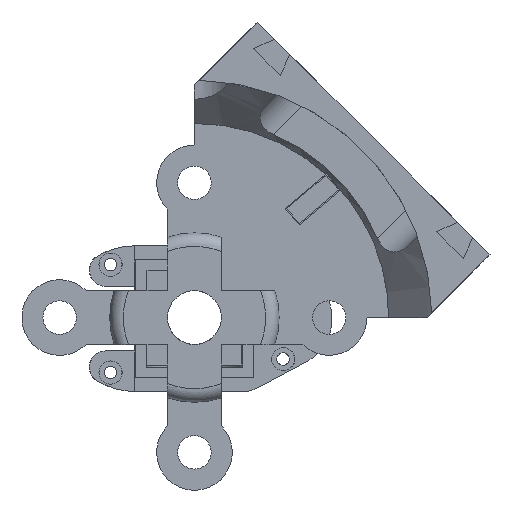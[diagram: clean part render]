
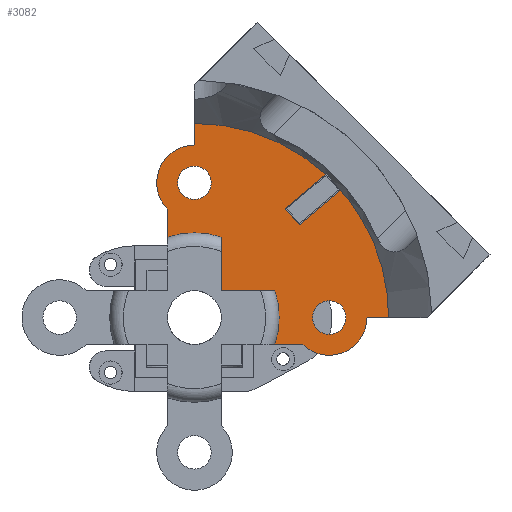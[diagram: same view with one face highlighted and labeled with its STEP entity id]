
A CAD part, front view. The second image highlights one B-rep face of the part: STEP entity #3082.
In plain terms, the highlighted planar face has unit normal (0, -1, 0).
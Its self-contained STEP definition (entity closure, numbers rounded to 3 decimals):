
#135=FACE_BOUND('',#482,.T.);
#136=FACE_BOUND('',#483,.T.);
#175=CIRCLE('',#3348,36.);
#176=CIRCLE('',#3349,7.);
#177=CIRCLE('',#3350,15.7);
#178=CIRCLE('',#3351,15.7);
#179=CIRCLE('',#3352,7.);
#180=CIRCLE('',#3353,36.);
#181=CIRCLE('',#3354,3.1);
#182=CIRCLE('',#3355,3.1);
#311=FACE_OUTER_BOUND('',#481,.T.);
#481=EDGE_LOOP('',(#2075,#2076,#2077,#2078,#2079,#2080,#2081,#2082,#2083,
#2084,#2085,#2086,#2087,#2088,#2089,#2090));
#482=EDGE_LOOP('',(#2091));
#483=EDGE_LOOP('',(#2092));
#687=LINE('',#4566,#992);
#691=LINE('',#4574,#996);
#694=LINE('',#4580,#999);
#697=LINE('',#4590,#1002);
#699=LINE('',#4599,#1004);
#700=LINE('',#4603,#1005);
#701=LINE('',#4607,#1006);
#702=LINE('',#4609,#1007);
#703=LINE('',#4613,#1008);
#704=LINE('',#4617,#1009);
#992=VECTOR('',#3652,10.);
#996=VECTOR('',#3658,10.);
#999=VECTOR('',#3663,10.);
#1002=VECTOR('',#3668,10.);
#1004=VECTOR('',#3674,10.);
#1005=VECTOR('',#3677,10.);
#1006=VECTOR('',#3680,10.);
#1007=VECTOR('',#3681,10.);
#1008=VECTOR('',#3684,10.);
#1009=VECTOR('',#3687,10.);
#1297=VERTEX_POINT('',#4564);
#1298=VERTEX_POINT('',#4565);
#1301=VERTEX_POINT('',#4573);
#1303=VERTEX_POINT('',#4579);
#1306=VERTEX_POINT('',#4589);
#1307=VERTEX_POINT('',#4596);
#1308=VERTEX_POINT('',#4598);
#1309=VERTEX_POINT('',#4600);
#1310=VERTEX_POINT('',#4602);
#1311=VERTEX_POINT('',#4604);
#1312=VERTEX_POINT('',#4606);
#1313=VERTEX_POINT('',#4608);
#1314=VERTEX_POINT('',#4610);
#1315=VERTEX_POINT('',#4612);
#1316=VERTEX_POINT('',#4614);
#1317=VERTEX_POINT('',#4616);
#1318=VERTEX_POINT('',#4619);
#1319=VERTEX_POINT('',#4621);
#1599=EDGE_CURVE('',#1297,#1298,#687,.T.);
#1603=EDGE_CURVE('',#1298,#1301,#691,.T.);
#1606=EDGE_CURVE('',#1301,#1303,#694,.T.);
#1610=EDGE_CURVE('',#1306,#1297,#697,.T.);
#1613=EDGE_CURVE('',#1307,#1303,#175,.T.);
#1614=EDGE_CURVE('',#1307,#1308,#699,.T.);
#1615=EDGE_CURVE('',#1308,#1309,#176,.T.);
#1616=EDGE_CURVE('',#1310,#1309,#700,.T.);
#1617=EDGE_CURVE('',#1310,#1311,#177,.T.);
#1618=EDGE_CURVE('',#1311,#1312,#701,.T.);
#1619=EDGE_CURVE('',#1312,#1313,#702,.T.);
#1620=EDGE_CURVE('',#1313,#1314,#178,.T.);
#1621=EDGE_CURVE('',#1315,#1314,#703,.T.);
#1622=EDGE_CURVE('',#1315,#1316,#179,.T.);
#1623=EDGE_CURVE('',#1316,#1317,#704,.T.);
#1624=EDGE_CURVE('',#1306,#1317,#180,.T.);
#1625=EDGE_CURVE('',#1318,#1318,#181,.T.);
#1626=EDGE_CURVE('',#1319,#1319,#182,.T.);
#2075=ORIENTED_EDGE('',*,*,#1610,.T.);
#2076=ORIENTED_EDGE('',*,*,#1599,.T.);
#2077=ORIENTED_EDGE('',*,*,#1603,.T.);
#2078=ORIENTED_EDGE('',*,*,#1606,.T.);
#2079=ORIENTED_EDGE('',*,*,#1613,.F.);
#2080=ORIENTED_EDGE('',*,*,#1614,.T.);
#2081=ORIENTED_EDGE('',*,*,#1615,.T.);
#2082=ORIENTED_EDGE('',*,*,#1616,.F.);
#2083=ORIENTED_EDGE('',*,*,#1617,.T.);
#2084=ORIENTED_EDGE('',*,*,#1618,.T.);
#2085=ORIENTED_EDGE('',*,*,#1619,.T.);
#2086=ORIENTED_EDGE('',*,*,#1620,.T.);
#2087=ORIENTED_EDGE('',*,*,#1621,.F.);
#2088=ORIENTED_EDGE('',*,*,#1622,.T.);
#2089=ORIENTED_EDGE('',*,*,#1623,.T.);
#2090=ORIENTED_EDGE('',*,*,#1624,.F.);
#2091=ORIENTED_EDGE('',*,*,#1625,.T.);
#2092=ORIENTED_EDGE('',*,*,#1626,.T.);
#2977=PLANE('',#3347);
#3082=ADVANCED_FACE('',(#311,#135,#136),#2977,.F.);
#3347=AXIS2_PLACEMENT_3D('',#4595,#3670,#3671);
#3348=AXIS2_PLACEMENT_3D('',#4597,#3672,#3673);
#3349=AXIS2_PLACEMENT_3D('',#4601,#3675,#3676);
#3350=AXIS2_PLACEMENT_3D('',#4605,#3678,#3679);
#3351=AXIS2_PLACEMENT_3D('',#4611,#3682,#3683);
#3352=AXIS2_PLACEMENT_3D('',#4615,#3685,#3686);
#3353=AXIS2_PLACEMENT_3D('',#4618,#3688,#3689);
#3354=AXIS2_PLACEMENT_3D('',#4620,#3690,#3691);
#3355=AXIS2_PLACEMENT_3D('',#4622,#3692,#3693);
#3652=DIRECTION('',(0.763,0.,0.646));
#3658=DIRECTION('',(0.646,0.,-0.763));
#3663=DIRECTION('',(-0.763,0.,-0.646));
#3668=DIRECTION('',(-0.646,0.,0.763));
#3670=DIRECTION('center_axis',(0.,1.,0.));
#3671=DIRECTION('ref_axis',(0.,0.,1.));
#3672=DIRECTION('center_axis',(0.,1.,0.));
#3673=DIRECTION('ref_axis',(-1.,0.,-0.02));
#3674=DIRECTION('',(0.,0.,1.));
#3675=DIRECTION('center_axis',(0.,-1.,0.));
#3676=DIRECTION('ref_axis',(1.,0.,0.));
#3677=DIRECTION('',(0.,0.,-1.));
#3678=DIRECTION('center_axis',(0.,1.,0.));
#3679=DIRECTION('ref_axis',(-0.318,0.,-0.948));
#3680=DIRECTION('',(0.,0.,1.));
#3681=DIRECTION('',(-1.,0.,0.));
#3682=DIRECTION('center_axis',(0.,1.,0.));
#3683=DIRECTION('ref_axis',(-0.948,0.,0.318));
#3684=DIRECTION('',(1.,0.,0.));
#3685=DIRECTION('center_axis',(0.,-1.,0.));
#3686=DIRECTION('ref_axis',(1.,0.,0.));
#3687=DIRECTION('',(-1.,0.,0.));
#3688=DIRECTION('center_axis',(0.,1.,0.));
#3689=DIRECTION('ref_axis',(-1.,0.,-0.02));
#3690=DIRECTION('center_axis',(0.,1.,0.));
#3691=DIRECTION('ref_axis',(1.,0.,0.));
#3692=DIRECTION('center_axis',(0.,1.,0.));
#3693=DIRECTION('ref_axis',(1.,0.,0.));
#4564=CARTESIAN_POINT('',(-27.029,0.,-23.623));
#4565=CARTESIAN_POINT('',(-19.395,0.,-17.164));
#4566=CARTESIAN_POINT('',(-9.512,0.,-8.801));
#4573=CARTESIAN_POINT('',(-16.811,0.,-20.217));
#4574=CARTESIAN_POINT('',(-18.289,0.,-18.471));
#4579=CARTESIAN_POINT('',(-24.304,0.,-26.557));
#4580=CARTESIAN_POINT('',(-10.745,0.,-15.084));
#4589=CARTESIAN_POINT('',(-25.608,0.,-25.303));
#4590=CARTESIAN_POINT('',(-27.215,0.,-23.404));
#4595=CARTESIAN_POINT('Origin',(0.,0.,0.));
#4596=CARTESIAN_POINT('',(0.,0.,-36.));
#4597=CARTESIAN_POINT('Origin',(0.,0.,0.));
#4598=CARTESIAN_POINT('',(0.,0.,-32.));
#4599=CARTESIAN_POINT('',(0.,0.,-43.134));
#4600=CARTESIAN_POINT('',(5.,0.,-20.101));
#4601=CARTESIAN_POINT('Origin',(0.,0.,-25.));
#4602=CARTESIAN_POINT('',(5.,0.,-14.883));
#4603=CARTESIAN_POINT('',(5.,0.,-5.));
#4604=CARTESIAN_POINT('',(-5.,0.,-14.883));
#4605=CARTESIAN_POINT('Origin',(0.,0.,0.));
#4606=CARTESIAN_POINT('',(-5.,0.,-5.));
#4607=CARTESIAN_POINT('',(-5.,0.,-2.5));
#4608=CARTESIAN_POINT('',(-14.883,0.,-5.));
#4609=CARTESIAN_POINT('',(-7.441,0.,-5.));
#4610=CARTESIAN_POINT('',(-14.883,0.,5.));
#4611=CARTESIAN_POINT('Origin',(0.,0.,0.));
#4612=CARTESIAN_POINT('',(-20.101,0.,5.));
#4613=CARTESIAN_POINT('',(-25.,0.,5.));
#4614=CARTESIAN_POINT('',(-32.,0.,0.));
#4615=CARTESIAN_POINT('Origin',(-25.,0.,0.));
#4616=CARTESIAN_POINT('',(-36.,0.,0.));
#4617=CARTESIAN_POINT('',(-32.,0.,0.));
#4618=CARTESIAN_POINT('Origin',(0.,0.,0.));
#4619=CARTESIAN_POINT('',(-28.1,0.,0.));
#4620=CARTESIAN_POINT('Origin',(-25.,0.,0.));
#4621=CARTESIAN_POINT('',(-3.1,0.,-25.));
#4622=CARTESIAN_POINT('Origin',(0.,0.,-25.));
